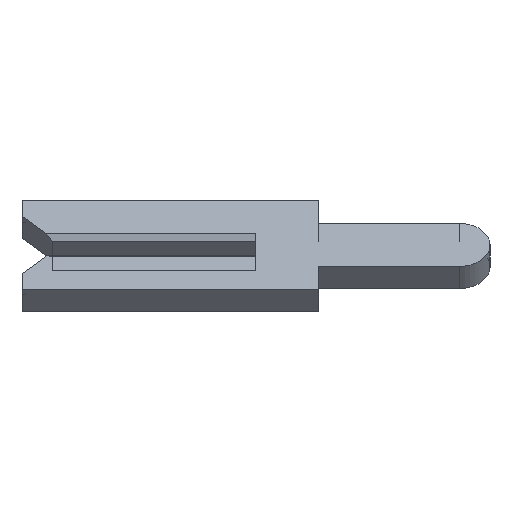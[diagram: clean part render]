
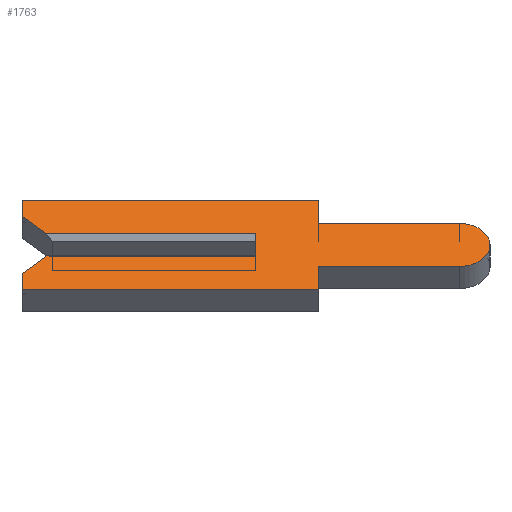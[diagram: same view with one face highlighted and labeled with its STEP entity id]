
A CAD part, left-side view. The second image highlights one B-rep face of the part: STEP entity #1763.
In plain terms, the highlighted face is planar.
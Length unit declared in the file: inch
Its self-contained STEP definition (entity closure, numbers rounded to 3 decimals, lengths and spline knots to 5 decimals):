
#19 = DIRECTION ( 'NONE',  ( 1., 0., 0. ) ) ;
#43 = LINE ( 'NONE', #344, #725 ) ;
#168 = EDGE_CURVE ( 'NONE', #2028, #267, #1431, .T. ) ;
#182 = DIRECTION ( 'NONE',  ( 0., -1., 0. ) ) ;
#190 = VECTOR ( 'NONE', #1023, 39.37008 ) ;
#235 = DIRECTION ( 'NONE',  ( 1., 0., 0. ) ) ;
#240 = DIRECTION ( 'NONE',  ( 0., 0., -1. ) ) ;
#245 = DIRECTION ( 'NONE',  ( 0., 0., 1. ) ) ;
#249 = EDGE_CURVE ( 'NONE', #267, #489, #1000, .T. ) ;
#264 = VECTOR ( 'NONE', #245, 39.37008 ) ;
#267 = VERTEX_POINT ( 'NONE', #1111 ) ;
#268 = CARTESIAN_POINT ( 'NONE',  ( -0.01, -0.04, 0.0195 ) ) ;
#335 = ORIENTED_EDGE ( 'NONE', *, *, #1370, .F. ) ;
#344 = CARTESIAN_POINT ( 'NONE',  ( -0.01, 0.1305, 0.0065 ) ) ;
#365 = CARTESIAN_POINT ( 'NONE',  ( -0.01, -0.04, 0.0195 ) ) ;
#370 = VERTEX_POINT ( 'NONE', #1292 ) ;
#421 = DIRECTION ( 'NONE',  ( 0., -1., 0. ) ) ;
#423 = LINE ( 'NONE', #1405, #2241 ) ;
#429 = CARTESIAN_POINT ( 'NONE',  ( -0.01, -0.1305, 0. ) ) ;
#442 = LINE ( 'NONE', #1898, #190 ) ;
#456 = LINE ( 'NONE', #1923, #2498 ) ;
#484 = LINE ( 'NONE', #2070, #1820 ) ;
#489 = VERTEX_POINT ( 'NONE', #2222 ) ;
#498 = DIRECTION ( 'NONE',  ( 0., 1., 0. ) ) ;
#502 = VECTOR ( 'NONE', #1141, 39.37008 ) ;
#521 = LINE ( 'NONE', #2131, #264 ) ;
#552 = VECTOR ( 'NONE', #1301, 39.37008 ) ;
#684 = CARTESIAN_POINT ( 'NONE',  ( -0.01, -0.1305, 0.0195 ) ) ;
#694 = VECTOR ( 'NONE', #421, 39.37008 ) ;
#710 = EDGE_LOOP ( 'NONE', ( #1027, #957, #1918, #2192, #1746, #1163, #2674, #1001, #1948, #1785, #810, #335, #2606, #1622 ) ) ;
#715 = EDGE_CURVE ( 'NONE', #489, #370, #1965, .T. ) ;
#725 = VECTOR ( 'NONE', #1800, 39.37008 ) ;
#797 = EDGE_CURVE ( 'NONE', #2506, #2028, #1299, .T. ) ;
#810 = ORIENTED_EDGE ( 'NONE', *, *, #1834, .F. ) ;
#880 = CARTESIAN_POINT ( 'NONE',  ( -0.01, 0.15, 0.026 ) ) ;
#956 = CARTESIAN_POINT ( 'NONE',  ( -0.01, 0.1305, -0.0065 ) ) ;
#957 = ORIENTED_EDGE ( 'NONE', *, *, #2227, .F. ) ;
#962 = VERTEX_POINT ( 'NONE', #365 ) ;
#974 = CARTESIAN_POINT ( 'NONE',  ( -0.01, -0.1305, -0.0195 ) ) ;
#976 = CIRCLE ( 'NONE', #1240, 0.0195 ) ;
#1000 = LINE ( 'NONE', #2172, #552 ) ;
#1001 = ORIENTED_EDGE ( 'NONE', *, *, #1730, .F. ) ;
#1023 = DIRECTION ( 'NONE',  ( 0., 0., -1. ) ) ;
#1027 = ORIENTED_EDGE ( 'NONE', *, *, #1970, .T. ) ;
#1046 = DIRECTION ( 'NONE',  ( 0., 0., -1. ) ) ;
#1070 = EDGE_CURVE ( 'NONE', #2225, #2263, #43, .T. ) ;
#1080 = CARTESIAN_POINT ( 'NONE',  ( -0.01, 0.134, 0.01 ) ) ;
#1111 = CARTESIAN_POINT ( 'NONE',  ( -0.01, 0.15, -0.04 ) ) ;
#1121 = DIRECTION ( 'NONE',  ( 0., 0., 1. ) ) ;
#1128 = LINE ( 'NONE', #1632, #2089 ) ;
#1141 = DIRECTION ( 'NONE',  ( 0., -0.707, 0.707 ) ) ;
#1162 = AXIS2_PLACEMENT_3D ( 'NONE', #1679, #19, #240 ) ;
#1163 = ORIENTED_EDGE ( 'NONE', *, *, #168, .F. ) ;
#1171 = DIRECTION ( 'NONE',  ( 0., 0., -1. ) ) ;
#1203 = DIRECTION ( 'NONE',  ( 0., 1., 0. ) ) ;
#1240 = AXIS2_PLACEMENT_3D ( 'NONE', #429, #235, #1046 ) ;
#1255 = VERTEX_POINT ( 'NONE', #974 ) ;
#1292 = CARTESIAN_POINT ( 'NONE',  ( -0.01, 0.134, -0.01 ) ) ;
#1299 = LINE ( 'NONE', #2436, #1724 ) ;
#1301 = DIRECTION ( 'NONE',  ( 0., 0., 1. ) ) ;
#1303 = FACE_OUTER_BOUND ( 'NONE', #710, .T. ) ;
#1370 = EDGE_CURVE ( 'NONE', #2189, #1419, #484, .T. ) ;
#1405 = CARTESIAN_POINT ( 'NONE',  ( -0.01, -0.04, -0.0195 ) ) ;
#1419 = VERTEX_POINT ( 'NONE', #2137 ) ;
#1431 = LINE ( 'NONE', #2375, #2093 ) ;
#1477 = LINE ( 'NONE', #2331, #694 ) ;
#1510 = EDGE_CURVE ( 'NONE', #370, #1712, #1128, .T. ) ;
#1622 = ORIENTED_EDGE ( 'NONE', *, *, #1070, .F. ) ;
#1632 = CARTESIAN_POINT ( 'NONE',  ( -0.01, -0.1305, -0.01 ) ) ;
#1679 = CARTESIAN_POINT ( 'NONE',  ( -0.01, -0.1305, 0. ) ) ;
#1712 = VERTEX_POINT ( 'NONE', #2043 ) ;
#1720 = EDGE_CURVE ( 'NONE', #2263, #2189, #456, .T. ) ;
#1724 = VECTOR ( 'NONE', #1171, 39.37008 ) ;
#1730 = EDGE_CURVE ( 'NONE', #1255, #2506, #423, .T. ) ;
#1746 = ORIENTED_EDGE ( 'NONE', *, *, #249, .F. ) ;
#1763 = ADVANCED_FACE ( 'NONE', ( #1303 ), #1829, .F. ) ;
#1785 = ORIENTED_EDGE ( 'NONE', *, *, #2669, .F. ) ;
#1788 = EDGE_CURVE ( 'NONE', #2334, #1255, #976, .T. ) ;
#1800 = DIRECTION ( 'NONE',  ( 0., 0.707, 0.707 ) ) ;
#1820 = VECTOR ( 'NONE', #182, 39.37008 ) ;
#1829 = PLANE ( 'NONE',  #1162 ) ;
#1834 = EDGE_CURVE ( 'NONE', #1419, #962, #442, .T. ) ;
#1898 = CARTESIAN_POINT ( 'NONE',  ( -0.01, -0.04, 0.04 ) ) ;
#1918 = ORIENTED_EDGE ( 'NONE', *, *, #1510, .F. ) ;
#1923 = CARTESIAN_POINT ( 'NONE',  ( -0.01, 0.15, 0.026 ) ) ;
#1930 = CARTESIAN_POINT ( 'NONE',  ( -0.01, 0.15, 0.04 ) ) ;
#1948 = ORIENTED_EDGE ( 'NONE', *, *, #1788, .F. ) ;
#1965 = LINE ( 'NONE', #956, #502 ) ;
#1966 = DIRECTION ( 'NONE',  ( 0., -1., 0. ) ) ;
#1970 = EDGE_CURVE ( 'NONE', #2225, #2298, #1477, .T. ) ;
#2028 = VERTEX_POINT ( 'NONE', #2104 ) ;
#2043 = CARTESIAN_POINT ( 'NONE',  ( -0.01, 0., -0.01 ) ) ;
#2070 = CARTESIAN_POINT ( 'NONE',  ( -0.01, 0.15, 0.04 ) ) ;
#2087 = LINE ( 'NONE', #268, #2461 ) ;
#2089 = VECTOR ( 'NONE', #2279, 39.37008 ) ;
#2093 = VECTOR ( 'NONE', #498, 39.37008 ) ;
#2104 = CARTESIAN_POINT ( 'NONE',  ( -0.01, -0.04, -0.04 ) ) ;
#2131 = CARTESIAN_POINT ( 'NONE',  ( -0.01, 0., 0.0065 ) ) ;
#2137 = CARTESIAN_POINT ( 'NONE',  ( -0.01, -0.04, 0.04 ) ) ;
#2172 = CARTESIAN_POINT ( 'NONE',  ( -0.01, 0.15, -0.026 ) ) ;
#2189 = VERTEX_POINT ( 'NONE', #1930 ) ;
#2192 = ORIENTED_EDGE ( 'NONE', *, *, #715, .F. ) ;
#2222 = CARTESIAN_POINT ( 'NONE',  ( -0.01, 0.15, -0.026 ) ) ;
#2225 = VERTEX_POINT ( 'NONE', #1080 ) ;
#2227 = EDGE_CURVE ( 'NONE', #1712, #2298, #521, .T. ) ;
#2241 = VECTOR ( 'NONE', #1203, 39.37008 ) ;
#2263 = VERTEX_POINT ( 'NONE', #880 ) ;
#2279 = DIRECTION ( 'NONE',  ( 0., -1., 0. ) ) ;
#2298 = VERTEX_POINT ( 'NONE', #2569 ) ;
#2331 = CARTESIAN_POINT ( 'NONE',  ( -0.01, 0.15, 0.01 ) ) ;
#2334 = VERTEX_POINT ( 'NONE', #684 ) ;
#2375 = CARTESIAN_POINT ( 'NONE',  ( -0.01, 0.15, -0.04 ) ) ;
#2436 = CARTESIAN_POINT ( 'NONE',  ( -0.01, -0.04, -0.04 ) ) ;
#2461 = VECTOR ( 'NONE', #1966, 39.37008 ) ;
#2498 = VECTOR ( 'NONE', #1121, 39.37008 ) ;
#2506 = VERTEX_POINT ( 'NONE', #2554 ) ;
#2554 = CARTESIAN_POINT ( 'NONE',  ( -0.01, -0.04, -0.0195 ) ) ;
#2569 = CARTESIAN_POINT ( 'NONE',  ( -0.01, 0., 0.01 ) ) ;
#2606 = ORIENTED_EDGE ( 'NONE', *, *, #1720, .F. ) ;
#2669 = EDGE_CURVE ( 'NONE', #962, #2334, #2087, .T. ) ;
#2674 = ORIENTED_EDGE ( 'NONE', *, *, #797, .F. ) ;
